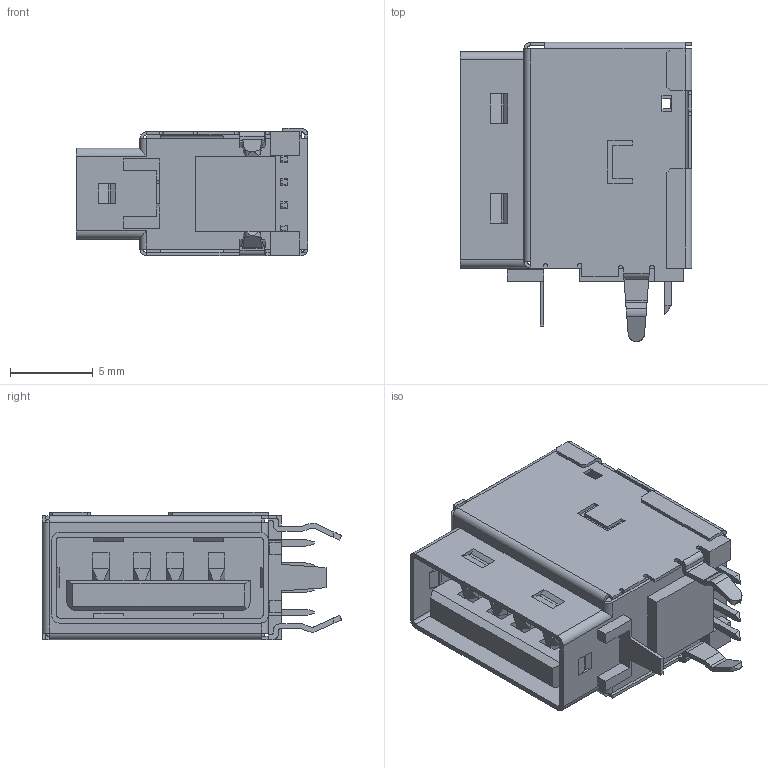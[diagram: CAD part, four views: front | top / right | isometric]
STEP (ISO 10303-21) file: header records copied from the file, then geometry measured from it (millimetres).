
FILE_DESCRIPTION((''),'2;1');
FILE_NAME('894858001','2010-06-22T',('PNB'),(''),'PRO/ENGINEER BY PARAMETRIC TECHNOLOGY CORPORATION, 2003451','PRO/ENGINEER BY PARAMETRIC TECHNOLOGY CORPORATION, 2003451','');
FILE_SCHEMA(('CONFIG_CONTROL_DESIGN'));
Length unit declared in the file: millimetre
Products named in the file (1): 894858001
Bounding box: 14 x 18.09 x 7.7 mm (x, y, z)
Volume: 660.2 mm3; surface area: 1859.7 mm2
Topology: 1 solids, 1 shells, 406 faces, 1146 edges, 749 vertices
Faces by surface type: plane 327, cylinder 71, bspline 8
Entity records: 13175 total; most frequent: CARTESIAN_POINT 2655, ORIENTED_EDGE 2234, DIRECTION 2030, EDGE_CURVE 1117, VECTOR 972, LINE 972, VERTEX_POINT 711, AXIS2_PLACEMENT_3D 529
